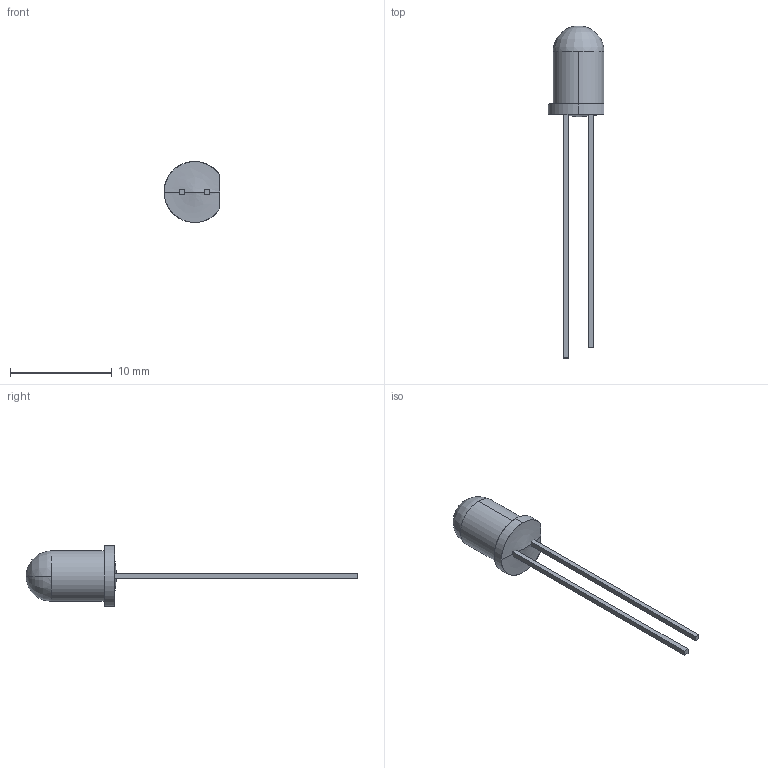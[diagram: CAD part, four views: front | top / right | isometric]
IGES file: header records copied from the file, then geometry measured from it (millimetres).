
Start section: SolidWorks IGES file using analytic representation for surfaces
Global section: file name: 4304H1.IGS; native system: SolidWorks 2016; preprocessor: SolidWorks 2016; author: TStoltenburg; date: 170912.154532; units: inch
Bounding box: 5.5 x 32.7 x 6 mm (x, y, z)
Surface area: 269.4 mm2 (no closed solid volume)
Topology: 0 solids, 0 shells, 23 faces, 166 edges, 161 vertices
Faces by surface type: bspline 16, revolution 7
